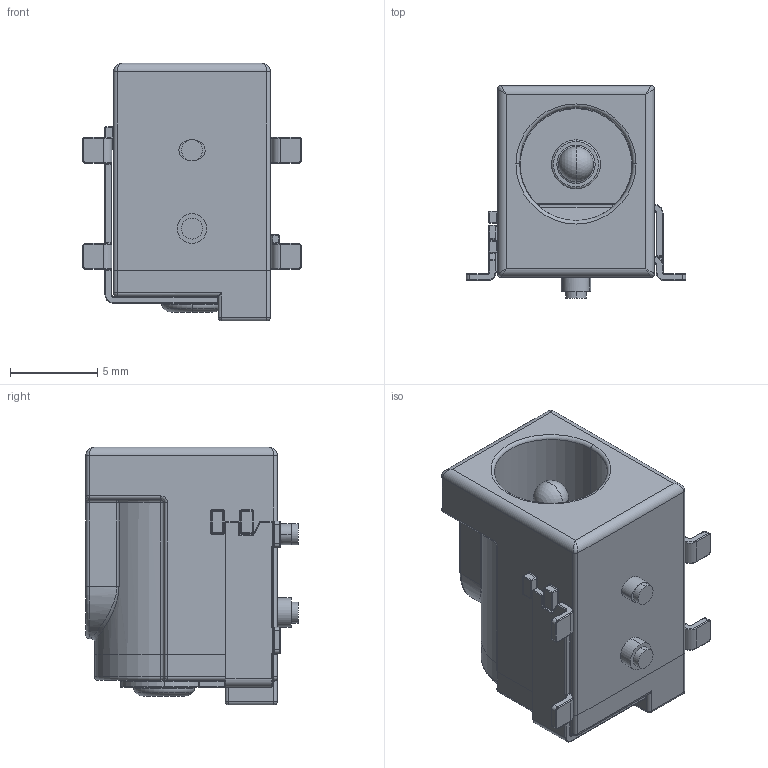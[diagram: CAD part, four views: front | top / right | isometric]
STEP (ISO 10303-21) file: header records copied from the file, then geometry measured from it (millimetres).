
FILE_DESCRIPTION (( 'STEP AP214' ), '1' );
FILE_NAME ('CUI-PJ-002A-SMT.step', '2019-07-22T19:30:48', ( 'AVRASM1234' ), ( '' ), 'SwSTEP 2.0', 'SolidWorks 2017', '' );
FILE_SCHEMA (( 'AUTOMOTIVE_DESIGN' ));
Length unit declared in the file: millimetre
Products named in the file (1): CUI-PJ-002A-SMT
Bounding box: 12.6 x 12.2 x 14.8 mm (x, y, z)
Volume: 804.1 mm3; surface area: 1820.9 mm2
Topology: 6 solids, 6 shells, 706 faces, 1626 edges, 888 vertices
Faces by surface type: cylinder 308, torus 153, plane 127, bspline 61, sphere 55, cone 2
Entity records: 20756 total; most frequent: CARTESIAN_POINT 4846, DIRECTION 3572, ORIENTED_EDGE 3142, EDGE_CURVE 1571, AXIS2_PLACEMENT_3D 1477, VERTEX_POINT 886, CIRCLE 831, EDGE_LOOP 723
